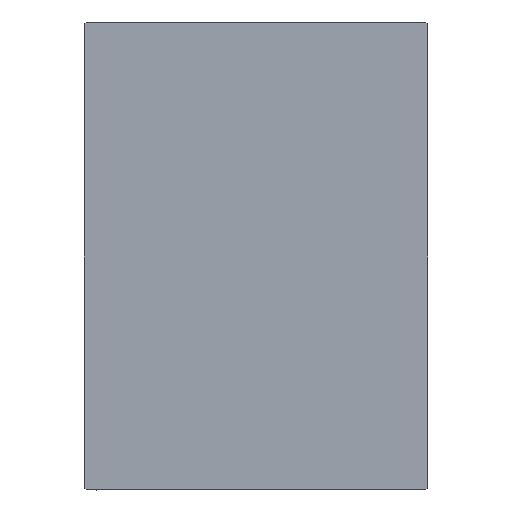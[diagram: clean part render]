
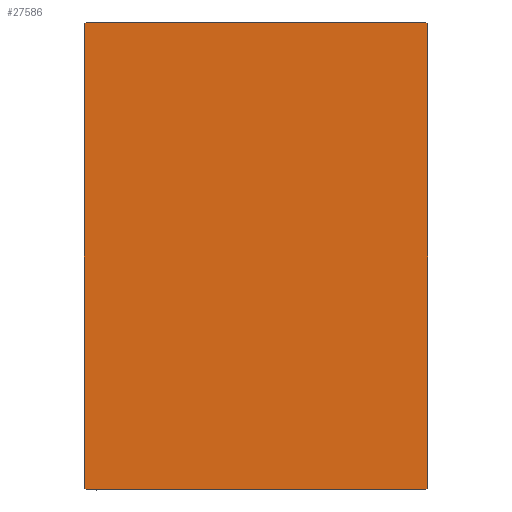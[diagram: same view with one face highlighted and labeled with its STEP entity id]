
A CAD part, left-side view. The second image highlights one B-rep face of the part: STEP entity #27586.
In plain terms, the highlighted face is planar.
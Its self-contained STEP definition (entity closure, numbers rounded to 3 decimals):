
#362 = DIRECTION ( 'NONE',  ( 1., 0., 0. ) ) ;
#930 = ORIENTED_EDGE ( 'NONE', *, *, #38622, .T. ) ;
#1963 = EDGE_CURVE ( 'NONE', #29965, #38873, #8306, .T. ) ;
#2618 = CARTESIAN_POINT ( 'NONE',  ( 75., -27.5, 37.2 ) ) ;
#2629 = VECTOR ( 'NONE', #12009, 1000. ) ;
#3096 = LINE ( 'NONE', #12547, #13430 ) ;
#3711 = CARTESIAN_POINT ( 'NONE',  ( 75., -32.35, -32.35 ) ) ;
#6315 = CARTESIAN_POINT ( 'NONE',  ( 75., 27.2, -37.5 ) ) ;
#6576 = CARTESIAN_POINT ( 'NONE',  ( 75., -27.5, 37.5 ) ) ;
#7582 = ORIENTED_EDGE ( 'NONE', *, *, #25827, .T. ) ;
#7944 = ORIENTED_EDGE ( 'NONE', *, *, #21671, .T. ) ;
#8306 = LINE ( 'NONE', #38173, #16254 ) ;
#8508 = ORIENTED_EDGE ( 'NONE', *, *, #1963, .T. ) ;
#9449 = CARTESIAN_POINT ( 'NONE',  ( 75., 27.5, 37.2 ) ) ;
#9628 = ORIENTED_EDGE ( 'NONE', *, *, #15858, .T. ) ;
#10876 = FACE_OUTER_BOUND ( 'NONE', #28668, .T. ) ;
#11804 = ORIENTED_EDGE ( 'NONE', *, *, #17066, .T. ) ;
#12009 = DIRECTION ( 'NONE',  ( 0., 0., -1. ) ) ;
#12334 = VECTOR ( 'NONE', #39374, 1000. ) ;
#12456 = DIRECTION ( 'NONE',  ( 0., 0., 1. ) ) ;
#12547 = CARTESIAN_POINT ( 'NONE',  ( 75., -32.35, 32.35 ) ) ;
#13430 = VECTOR ( 'NONE', #35982, 1000. ) ;
#14916 = VERTEX_POINT ( 'NONE', #39367 ) ;
#15043 = DIRECTION ( 'NONE',  ( 0., 0.707, 0.707 ) ) ;
#15858 = EDGE_CURVE ( 'NONE', #31069, #16941, #32489, .T. ) ;
#16254 = VECTOR ( 'NONE', #31305, 1000. ) ;
#16545 = CARTESIAN_POINT ( 'NONE',  ( 75., 27.5, 37.5 ) ) ;
#16643 = ORIENTED_EDGE ( 'NONE', *, *, #37162, .T. ) ;
#16941 = VERTEX_POINT ( 'NONE', #17863 ) ;
#17066 = EDGE_CURVE ( 'NONE', #28516, #31069, #28813, .T. ) ;
#17539 = PLANE ( 'NONE',  #37489 ) ;
#17863 = CARTESIAN_POINT ( 'NONE',  ( 75., 27.2, 37.5 ) ) ;
#18262 = LINE ( 'NONE', #31383, #31291 ) ;
#19117 = DIRECTION ( 'NONE',  ( 0., -1., 0. ) ) ;
#20027 = CARTESIAN_POINT ( 'NONE',  ( 75., 32.35, 32.35 ) ) ;
#20142 = CARTESIAN_POINT ( 'NONE',  ( 75., 0., 0. ) ) ;
#21602 = CARTESIAN_POINT ( 'NONE',  ( 75., -27.2, -37.5 ) ) ;
#21671 = EDGE_CURVE ( 'NONE', #23493, #29965, #33161, .T. ) ;
#23493 = VERTEX_POINT ( 'NONE', #27465 ) ;
#25154 = VERTEX_POINT ( 'NONE', #2618 ) ;
#25827 = EDGE_CURVE ( 'NONE', #14916, #25154, #3096, .T. ) ;
#26379 = EDGE_CURVE ( 'NONE', #38873, #28516, #18262, .T. ) ;
#27465 = CARTESIAN_POINT ( 'NONE',  ( 75., -27.5, -37.2 ) ) ;
#27586 = ADVANCED_FACE ( 'NONE', ( #10876 ), #17539, .T. ) ;
#28516 = VERTEX_POINT ( 'NONE', #36947 ) ;
#28668 = EDGE_LOOP ( 'NONE', ( #8508, #29563, #11804, #9628, #16643, #7582, #930, #7944 ) ) ;
#28813 = LINE ( 'NONE', #41910, #39144 ) ;
#29089 = DIRECTION ( 'NONE',  ( 0., 0.707, -0.707 ) ) ;
#29563 = ORIENTED_EDGE ( 'NONE', *, *, #26379, .T. ) ;
#29965 = VERTEX_POINT ( 'NONE', #21602 ) ;
#31069 = VERTEX_POINT ( 'NONE', #9449 ) ;
#31291 = VECTOR ( 'NONE', #15043, 1000. ) ;
#31305 = DIRECTION ( 'NONE',  ( 0., 1., 0. ) ) ;
#31383 = CARTESIAN_POINT ( 'NONE',  ( 75., 32.35, -32.35 ) ) ;
#32489 = LINE ( 'NONE', #20027, #12334 ) ;
#33161 = LINE ( 'NONE', #3711, #41314 ) ;
#35982 = DIRECTION ( 'NONE',  ( 0., -0.707, -0.707 ) ) ;
#36491 = DIRECTION ( 'NONE',  ( 0., 0., -1. ) ) ;
#36947 = CARTESIAN_POINT ( 'NONE',  ( 75., 27.5, -37.2 ) ) ;
#37162 = EDGE_CURVE ( 'NONE', #16941, #14916, #38685, .T. ) ;
#37489 = AXIS2_PLACEMENT_3D ( 'NONE', #20142, #362, #36491 ) ;
#38038 = LINE ( 'NONE', #6576, #2629 ) ;
#38173 = CARTESIAN_POINT ( 'NONE',  ( 75., -27.5, -37.5 ) ) ;
#38622 = EDGE_CURVE ( 'NONE', #25154, #23493, #38038, .T. ) ;
#38685 = LINE ( 'NONE', #16545, #40381 ) ;
#38873 = VERTEX_POINT ( 'NONE', #6315 ) ;
#39144 = VECTOR ( 'NONE', #12456, 1000. ) ;
#39367 = CARTESIAN_POINT ( 'NONE',  ( 75., -27.2, 37.5 ) ) ;
#39374 = DIRECTION ( 'NONE',  ( 0., -0.707, 0.707 ) ) ;
#40381 = VECTOR ( 'NONE', #19117, 1000. ) ;
#41314 = VECTOR ( 'NONE', #29089, 1000. ) ;
#41910 = CARTESIAN_POINT ( 'NONE',  ( 75., 27.5, -37.5 ) ) ;
